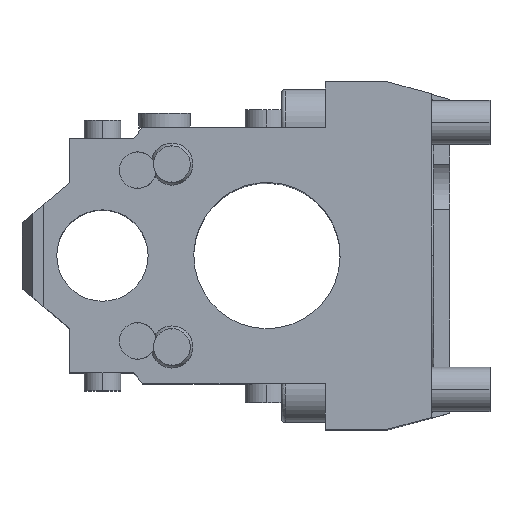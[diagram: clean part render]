
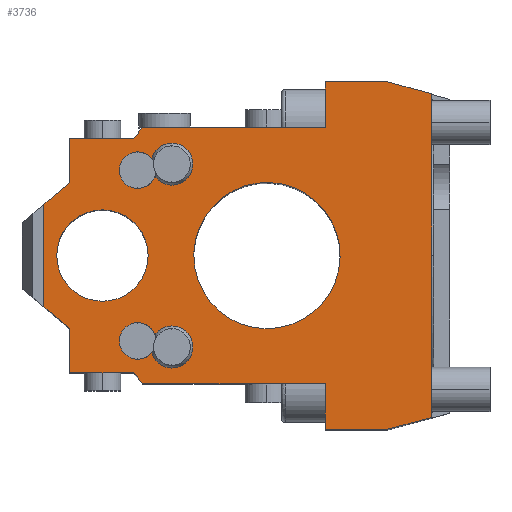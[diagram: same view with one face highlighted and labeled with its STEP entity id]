
A CAD part, top view. The second image highlights one B-rep face of the part: STEP entity #3736.
In plain terms, the highlighted planar face has unit normal (0, 0, 1).
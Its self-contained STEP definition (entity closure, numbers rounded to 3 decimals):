
#1=DIRECTION('',(0.,-1.,0.));
#2=VECTOR('',#1,28.069);
#3=CARTESIAN_POINT('',(-106.,14.035,66.5));
#4=LINE('',#3,#2);
#5=DIRECTION('',(0.766,0.643,0.));
#6=VECTOR('',#5,9.138);
#7=CARTESIAN_POINT('',(-106.,14.035,66.5));
#8=LINE('',#7,#6);
#9=DIRECTION('',(0.,1.,0.));
#10=VECTOR('',#9,12.092);
#11=CARTESIAN_POINT('',(-99.,19.908,66.5));
#12=LINE('',#11,#10);
#13=DIRECTION('',(1.,0.,0.));
#14=VECTOR('',#13,17.483);
#15=CARTESIAN_POINT('',(-99.,32.,66.5));
#16=LINE('',#15,#14);
#17=DIRECTION('',(0.643,0.766,0.));
#18=VECTOR('',#17,3.916);
#19=CARTESIAN_POINT('',(-81.517,32.,66.5));
#20=LINE('',#19,#18);
#21=DIRECTION('',(1.,0.,0.));
#22=VECTOR('',#21,50.);
#23=CARTESIAN_POINT('',(-79.,35.,66.5));
#24=LINE('',#23,#22);
#25=DIRECTION('',(0.,1.,0.));
#26=VECTOR('',#25,12.5);
#27=CARTESIAN_POINT('',(-29.,35.,66.5));
#28=LINE('',#27,#26);
#29=DIRECTION('',(1.,0.,0.));
#30=VECTOR('',#29,17.);
#31=CARTESIAN_POINT('',(-29.,47.5,66.5));
#32=LINE('',#31,#30);
#33=DIRECTION('',(-0.966,0.259,0.));
#34=VECTOR('',#33,12.423);
#35=CARTESIAN_POINT('',(0.,44.285,66.5));
#36=LINE('',#35,#34);
#37=DIRECTION('',(0.,-1.,0.));
#38=VECTOR('',#37,88.569);
#39=CARTESIAN_POINT('',(0.,44.285,66.5));
#40=LINE('',#39,#38);
#41=DIRECTION('',(-0.966,-0.259,0.));
#42=VECTOR('',#41,12.423);
#43=CARTESIAN_POINT('',(0.,-44.285,66.5));
#44=LINE('',#43,#42);
#45=DIRECTION('',(-1.,0.,0.));
#46=VECTOR('',#45,17.);
#47=CARTESIAN_POINT('',(-12.,-47.5,66.5));
#48=LINE('',#47,#46);
#49=DIRECTION('',(0.,1.,0.));
#50=VECTOR('',#49,12.5);
#51=CARTESIAN_POINT('',(-29.,-47.5,66.5));
#52=LINE('',#51,#50);
#53=DIRECTION('',(-1.,0.,0.));
#54=VECTOR('',#53,50.);
#55=CARTESIAN_POINT('',(-29.,-35.,66.5));
#56=LINE('',#55,#54);
#57=DIRECTION('',(-0.643,0.766,0.));
#58=VECTOR('',#57,3.916);
#59=CARTESIAN_POINT('',(-79.,-35.,66.5));
#60=LINE('',#59,#58);
#61=DIRECTION('',(-1.,0.,0.));
#62=VECTOR('',#61,17.483);
#63=CARTESIAN_POINT('',(-81.517,-32.,66.5));
#64=LINE('',#63,#62);
#65=DIRECTION('',(0.,1.,0.));
#66=VECTOR('',#65,12.092);
#67=CARTESIAN_POINT('',(-99.,-32.,66.5));
#68=LINE('',#67,#66);
#69=DIRECTION('',(-0.766,0.643,0.));
#70=VECTOR('',#69,9.138);
#71=CARTESIAN_POINT('',(-99.,-19.908,66.5));
#72=LINE('',#71,#70);
#73=CARTESIAN_POINT('',(-45.,0.,66.5));
#74=DIRECTION('',(0.,0.,-1.));
#75=DIRECTION('',(-0.999,0.05,0.));
#76=AXIS2_PLACEMENT_3D('',#73,#74,#75);
#78=CARTESIAN_POINT('',(-45.,0.,66.5));
#79=DIRECTION('',(0.,0.,-1.));
#80=DIRECTION('',(-1.,0.,0.));
#81=AXIS2_PLACEMENT_3D('',#78,#79,#80);
#83=CARTESIAN_POINT('',(-90.,0.,66.5));
#84=DIRECTION('',(0.,0.,1.));
#85=DIRECTION('',(0.,-1.,0.));
#86=AXIS2_PLACEMENT_3D('',#83,#84,#85);
#88=CARTESIAN_POINT('',(-90.,0.,66.5));
#89=DIRECTION('',(0.,0.,1.));
#90=DIRECTION('',(0.,1.,0.));
#91=AXIS2_PLACEMENT_3D('',#88,#89,#90);
#93=CARTESIAN_POINT('',(-71.,25.,66.5));
#94=DIRECTION('',(0.,0.,-1.));
#95=DIRECTION('',(0.,-1.,0.));
#96=AXIS2_PLACEMENT_3D('',#93,#94,#95);
#98=CARTESIAN_POINT('',(-71.,25.,66.5));
#99=DIRECTION('',(0.,0.,-1.));
#100=DIRECTION('',(0.,1.,0.));
#101=AXIS2_PLACEMENT_3D('',#98,#99,#100);
#103=CARTESIAN_POINT('',(-80.356,23.35,66.5));
#104=DIRECTION('',(0.,0.,-1.));
#105=DIRECTION('',(0.,-1.,0.));
#106=AXIS2_PLACEMENT_3D('',#103,#104,#105);
#108=CARTESIAN_POINT('',(-80.356,23.35,66.5));
#109=DIRECTION('',(0.,0.,-1.));
#110=DIRECTION('',(0.,1.,0.));
#111=AXIS2_PLACEMENT_3D('',#108,#109,#110);
#113=CARTESIAN_POINT('',(-80.356,-23.35,66.5));
#114=DIRECTION('',(0.,0.,-1.));
#115=DIRECTION('',(0.,-1.,0.));
#116=AXIS2_PLACEMENT_3D('',#113,#114,#115);
#118=CARTESIAN_POINT('',(-80.356,-23.35,66.5));
#119=DIRECTION('',(0.,0.,-1.));
#120=DIRECTION('',(0.,1.,0.));
#121=AXIS2_PLACEMENT_3D('',#118,#119,#120);
#123=CARTESIAN_POINT('',(-71.,-25.,66.5));
#124=DIRECTION('',(0.,0.,-1.));
#125=DIRECTION('',(0.,-1.,0.));
#126=AXIS2_PLACEMENT_3D('',#123,#124,#125);
#128=CARTESIAN_POINT('',(-71.,-25.,66.5));
#129=DIRECTION('',(0.,0.,-1.));
#130=DIRECTION('',(0.,1.,0.));
#131=AXIS2_PLACEMENT_3D('',#128,#129,#130);
#2900=CARTESIAN_POINT('',(-29.,-47.5,66.5));
#2901=CARTESIAN_POINT('',(-29.,-35.,66.5));
#2902=VERTEX_POINT('',#2900);
#2903=VERTEX_POINT('',#2901);
#2904=CARTESIAN_POINT('',(-79.,-35.,66.5));
#2905=VERTEX_POINT('',#2904);
#2906=CARTESIAN_POINT('',(-79.,35.,66.5));
#2907=CARTESIAN_POINT('',(-29.,35.,66.5));
#2908=VERTEX_POINT('',#2906);
#2909=VERTEX_POINT('',#2907);
#2910=CARTESIAN_POINT('',(-29.,47.5,66.5));
#2911=VERTEX_POINT('',#2910);
#2920=CARTESIAN_POINT('',(-64.975,1.,66.5));
#2921=CARTESIAN_POINT('',(-65.,0.,66.5));
#2922=VERTEX_POINT('',#2920);
#2923=VERTEX_POINT('',#2921);
#2928=CARTESIAN_POINT('',(0.,-44.285,66.5));
#2929=CARTESIAN_POINT('',(-12.,-47.5,66.5));
#2930=VERTEX_POINT('',#2928);
#2931=VERTEX_POINT('',#2929);
#2932=CARTESIAN_POINT('',(0.,44.285,66.5));
#2933=CARTESIAN_POINT('',(-12.,47.5,66.5));
#2934=VERTEX_POINT('',#2932);
#2935=VERTEX_POINT('',#2933);
#3008=CARTESIAN_POINT('',(-90.,-12.5,66.5));
#3009=CARTESIAN_POINT('',(-90.,12.5,66.5));
#3010=VERTEX_POINT('',#3008);
#3011=VERTEX_POINT('',#3009);
#3016=CARTESIAN_POINT('',(-99.,-32.,66.5));
#3017=CARTESIAN_POINT('',(-99.,-19.908,66.5));
#3018=VERTEX_POINT('',#3016);
#3019=VERTEX_POINT('',#3017);
#3020=CARTESIAN_POINT('',(-99.,19.908,66.5));
#3021=CARTESIAN_POINT('',(-99.,32.,66.5));
#3022=VERTEX_POINT('',#3020);
#3023=VERTEX_POINT('',#3021);
#3036=CARTESIAN_POINT('',(-106.,14.035,66.5));
#3037=CARTESIAN_POINT('',(-106.,-14.035,66.5));
#3038=VERTEX_POINT('',#3036);
#3039=VERTEX_POINT('',#3037);
#3052=CARTESIAN_POINT('',(-81.517,-32.,66.5));
#3053=VERTEX_POINT('',#3052);
#3054=CARTESIAN_POINT('',(-81.517,32.,66.5));
#3055=VERTEX_POINT('',#3054);
#3216=CARTESIAN_POINT('',(-71.,19.246,66.5));
#3217=CARTESIAN_POINT('',(-71.,30.754,66.5));
#3218=VERTEX_POINT('',#3216);
#3219=VERTEX_POINT('',#3217);
#3244=CARTESIAN_POINT('',(-80.356,20.55,66.5));
#3245=CARTESIAN_POINT('',(-80.356,26.15,66.5));
#3246=VERTEX_POINT('',#3244);
#3247=VERTEX_POINT('',#3245);
#3258=CARTESIAN_POINT('',(-80.356,-26.15,66.5));
#3259=CARTESIAN_POINT('',(-80.356,-20.55,66.5));
#3260=VERTEX_POINT('',#3258);
#3261=VERTEX_POINT('',#3259);
#3428=CARTESIAN_POINT('',(-71.,-30.754,66.5));
#3429=CARTESIAN_POINT('',(-71.,-19.246,66.5));
#3430=VERTEX_POINT('',#3428);
#3431=VERTEX_POINT('',#3429);
#3657=CARTESIAN_POINT('',(0.,0.,66.5));
#3658=DIRECTION('',(0.,0.,-1.));
#3659=DIRECTION('',(0.,-1.,0.));
#3660=AXIS2_PLACEMENT_3D('',#3657,#3658,#3659);
#3661=PLANE('',#3660);
#3663=ORIENTED_EDGE('',*,*,#3662,.F.);
#3665=ORIENTED_EDGE('',*,*,#3664,.T.);
#3667=ORIENTED_EDGE('',*,*,#3666,.T.);
#3669=ORIENTED_EDGE('',*,*,#3668,.T.);
#3671=ORIENTED_EDGE('',*,*,#3670,.T.);
#3673=ORIENTED_EDGE('',*,*,#3672,.T.);
#3675=ORIENTED_EDGE('',*,*,#3674,.T.);
#3677=ORIENTED_EDGE('',*,*,#3676,.T.);
#3679=ORIENTED_EDGE('',*,*,#3678,.F.);
#3681=ORIENTED_EDGE('',*,*,#3680,.T.);
#3683=ORIENTED_EDGE('',*,*,#3682,.T.);
#3685=ORIENTED_EDGE('',*,*,#3684,.T.);
#3687=ORIENTED_EDGE('',*,*,#3686,.T.);
#3689=ORIENTED_EDGE('',*,*,#3688,.T.);
#3691=ORIENTED_EDGE('',*,*,#3690,.T.);
#3693=ORIENTED_EDGE('',*,*,#3692,.T.);
#3695=ORIENTED_EDGE('',*,*,#3694,.T.);
#3697=ORIENTED_EDGE('',*,*,#3696,.T.);
#3698=EDGE_LOOP('',(#3663,#3665,#3667,#3669,#3671,#3673,#3675,#3677,#3679,#3681,
#3683,#3685,#3687,#3689,#3691,#3693,#3695,#3697));
#3699=FACE_OUTER_BOUND('',#3698,.F.);
#3701=ORIENTED_EDGE('',*,*,#3700,.F.);
#3703=ORIENTED_EDGE('',*,*,#3702,.F.);
#3704=EDGE_LOOP('',(#3701,#3703));
#3705=FACE_BOUND('',#3704,.F.);
#3707=ORIENTED_EDGE('',*,*,#3706,.T.);
#3709=ORIENTED_EDGE('',*,*,#3708,.T.);
#3710=EDGE_LOOP('',(#3707,#3709));
#3711=FACE_BOUND('',#3710,.F.);
#3713=ORIENTED_EDGE('',*,*,#3712,.F.);
#3715=ORIENTED_EDGE('',*,*,#3714,.F.);
#3716=EDGE_LOOP('',(#3713,#3715));
#3717=FACE_BOUND('',#3716,.F.);
#3719=ORIENTED_EDGE('',*,*,#3718,.F.);
#3721=ORIENTED_EDGE('',*,*,#3720,.F.);
#3722=EDGE_LOOP('',(#3719,#3721));
#3723=FACE_BOUND('',#3722,.F.);
#3725=ORIENTED_EDGE('',*,*,#3724,.F.);
#3727=ORIENTED_EDGE('',*,*,#3726,.F.);
#3728=EDGE_LOOP('',(#3725,#3727));
#3729=FACE_BOUND('',#3728,.F.);
#3731=ORIENTED_EDGE('',*,*,#3730,.F.);
#3733=ORIENTED_EDGE('',*,*,#3732,.F.);
#3734=EDGE_LOOP('',(#3731,#3733));
#3735=FACE_BOUND('',#3734,.F.);
#3736=ADVANCED_FACE('',(#3699,#3705,#3711,#3717,#3723,#3729,#3735),#3661,.F.);
#77=CIRCLE('',#76,20.);
#82=CIRCLE('',#81,20.);
#87=CIRCLE('',#86,12.5);
#92=CIRCLE('',#91,12.5);
#97=CIRCLE('',#96,5.754);
#102=CIRCLE('',#101,5.754);
#107=CIRCLE('',#106,2.8);
#112=CIRCLE('',#111,2.8);
#117=CIRCLE('',#116,2.8);
#122=CIRCLE('',#121,2.8);
#127=CIRCLE('',#126,5.754);
#132=CIRCLE('',#131,5.754);
#3662=EDGE_CURVE('',#3038,#3039,#4,.T.);
#3664=EDGE_CURVE('',#3038,#3022,#8,.T.);
#3666=EDGE_CURVE('',#3022,#3023,#12,.T.);
#3668=EDGE_CURVE('',#3023,#3055,#16,.T.);
#3670=EDGE_CURVE('',#3055,#2908,#20,.T.);
#3672=EDGE_CURVE('',#2908,#2909,#24,.T.);
#3674=EDGE_CURVE('',#2909,#2911,#28,.T.);
#3676=EDGE_CURVE('',#2911,#2935,#32,.T.);
#3678=EDGE_CURVE('',#2934,#2935,#36,.T.);
#3680=EDGE_CURVE('',#2934,#2930,#40,.T.);
#3682=EDGE_CURVE('',#2930,#2931,#44,.T.);
#3684=EDGE_CURVE('',#2931,#2902,#48,.T.);
#3686=EDGE_CURVE('',#2902,#2903,#52,.T.);
#3688=EDGE_CURVE('',#2903,#2905,#56,.T.);
#3690=EDGE_CURVE('',#2905,#3053,#60,.T.);
#3692=EDGE_CURVE('',#3053,#3018,#64,.T.);
#3694=EDGE_CURVE('',#3018,#3019,#68,.T.);
#3696=EDGE_CURVE('',#3019,#3039,#72,.T.);
#3700=EDGE_CURVE('',#2922,#2923,#77,.T.);
#3702=EDGE_CURVE('',#2923,#2922,#82,.T.);
#3706=EDGE_CURVE('',#3010,#3011,#87,.T.);
#3708=EDGE_CURVE('',#3011,#3010,#92,.T.);
#3712=EDGE_CURVE('',#3218,#3219,#97,.T.);
#3714=EDGE_CURVE('',#3219,#3218,#102,.T.);
#3718=EDGE_CURVE('',#3246,#3247,#107,.T.);
#3720=EDGE_CURVE('',#3247,#3246,#112,.T.);
#3724=EDGE_CURVE('',#3260,#3261,#117,.T.);
#3726=EDGE_CURVE('',#3261,#3260,#122,.T.);
#3730=EDGE_CURVE('',#3430,#3431,#127,.T.);
#3732=EDGE_CURVE('',#3431,#3430,#132,.T.);
